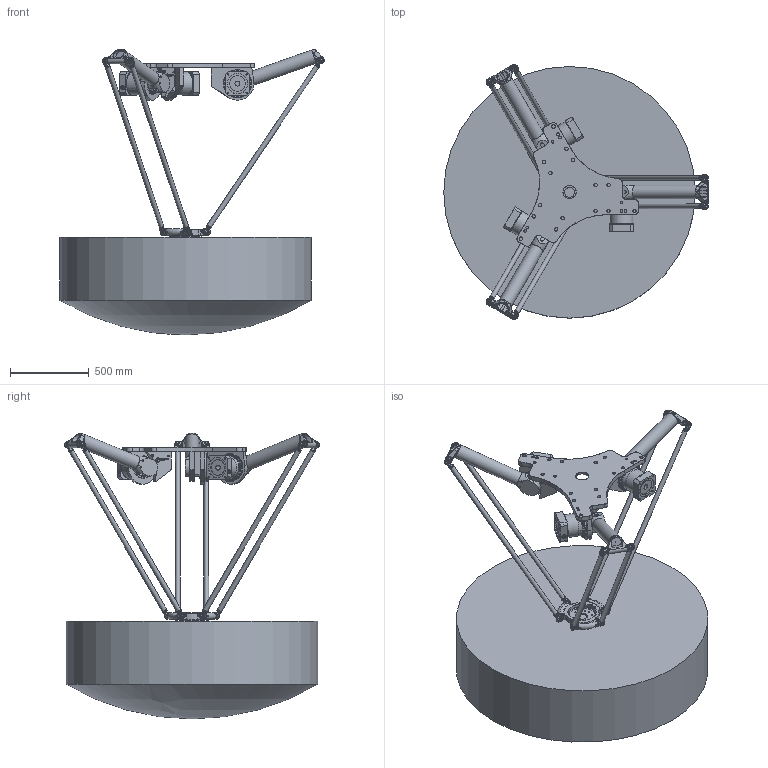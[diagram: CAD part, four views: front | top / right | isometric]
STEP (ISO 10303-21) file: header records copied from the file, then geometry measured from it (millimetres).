
FILE_DESCRIPTION(/* description */ (''),/* implementation_level */ '2;1');
FILE_NAME(/* name */ '3D-model_A_00824.stp',/* time_stamp */ '2023-08-09T17:19:08+02:00',/* author */ ('simon.eble'),/* organization */ ('Majatronic'),/* preprocessor_version */ 'ST-DEVELOPER v16.5',/* originating_system */ 'Autodesk Inventor 2017',/* authorisation */ '');
FILE_SCHEMA (('AUTOMOTIVE_DESIGN { 1 0 10303 214 3 1 1 }'));
Products named in the file (8): A_00824_DUMMY; MT_WST00102487; MT_WST00100935; MT_WST00057260MT_WST; MT_WST00057263MT_WST; MT_WST00061551; MT_WST00068559MT_WST; MT_WST00058770MT_WST
Assembly tree (21 placements, depth 2):
  A_00824_DUMMY
    MT_WST00102487
    MT_WST00100935
    MT_WST00057260MT_WST  x6
    MT_WST00057263MT_WST  x6
    MT_WST00061551  x3
    MT_WST00068559MT_WST  x3
    MT_WST00058770MT_WST
Bounding box: 1681.84 x 1624.7 x 1817.14 mm (x, y, z)
Volume: 1073485966.6 mm3; surface area: 9696595.1 mm2
Topology: 21 solids, 70 shells, 3607 faces, 8271 edges, 5248 vertices
Faces by surface type: plane 1691, cylinder 1049, bspline 482, cone 252, torus 132, sphere 1
Full cylindrical faces by diameter (mm): 3 x1, 3.15 x6, 4 x1, 4.917 x18, 6 x72, 6.6 x72, 8.376 x54, 10 x124, 11.5 x7, 12 x37, 13 x12, 17 x12, 17.294 x6, 22 x63, 26 x3, 28 x3, 30 x18, 32 x3, 40 x12, 50 x3, 63 x1, 80 x1, 82 x1, 86 x3, 88 x3, 100 x9, 105 x3, 128.588 x3, 130 x4, 140 x6
Entity records: 73510 total; most frequent: CARTESIAN_POINT 30439, DIRECTION 8730, ORIENTED_EDGE 7784, EDGE_CURVE 3892, AXIS2_PLACEMENT_3D 3298, EDGE_LOOP 2803, VERTEX_POINT 2767, LINE 2134
